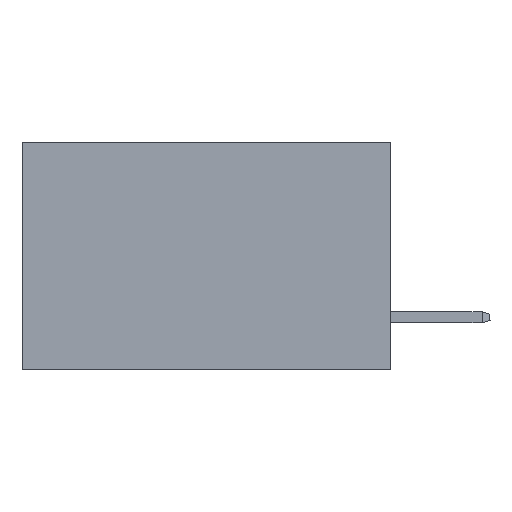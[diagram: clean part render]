
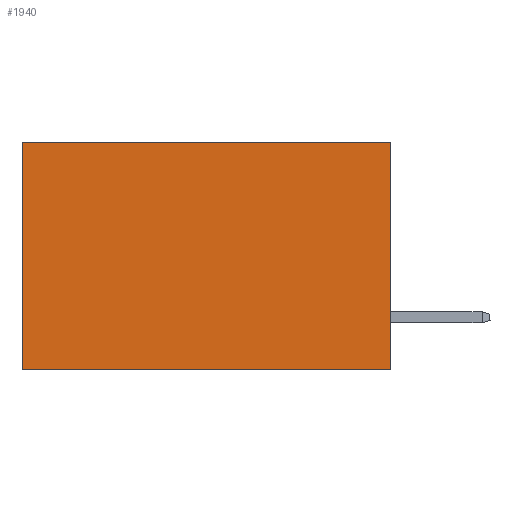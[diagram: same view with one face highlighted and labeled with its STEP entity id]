
A CAD part, left-side view. The second image highlights one B-rep face of the part: STEP entity #1940.
In plain terms, the highlighted planar face has unit normal (-1, 0, 0).
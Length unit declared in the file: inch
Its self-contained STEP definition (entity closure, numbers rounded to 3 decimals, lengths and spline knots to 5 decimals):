
#7 = ORIENTED_EDGE ( 'NONE', *, *, #12473, .F. ) ;
#262 = CARTESIAN_POINT ( 'NONE',  ( 0.2875, 0., 0. ) ) ;
#1106 = VECTOR ( 'NONE', #11836, 39.37008 ) ;
#1238 = EDGE_CURVE ( 'NONE', #10058, #6700, #11012, .T. ) ;
#1735 = DIRECTION ( 'NONE',  ( 1., 0., 0. ) ) ;
#1940 = ADVANCED_FACE ( 'NONE', ( #2846 ), #2710, .F. ) ;
#2560 = CARTESIAN_POINT ( 'NONE',  ( 0.2875, 0., 0. ) ) ;
#2605 = LINE ( 'NONE', #13446, #6161 ) ;
#2610 = VECTOR ( 'NONE', #3682, 39.37008 ) ;
#2710 = PLANE ( 'NONE',  #10814 ) ;
#2841 = DIRECTION ( 'NONE',  ( 0., 0., -1. ) ) ;
#2846 = FACE_OUTER_BOUND ( 'NONE', #6845, .T. ) ;
#3682 = DIRECTION ( 'NONE',  ( 0., 1., 0. ) ) ;
#4040 = DIRECTION ( 'NONE',  ( 0., 1., 0. ) ) ;
#4330 = EDGE_CURVE ( 'NONE', #6940, #10058, #6658, .T. ) ;
#5016 = CARTESIAN_POINT ( 'NONE',  ( 0.2875, 0., 0. ) ) ;
#5545 = VERTEX_POINT ( 'NONE', #7377 ) ;
#5915 = ORIENTED_EDGE ( 'NONE', *, *, #10259, .F. ) ;
#6161 = VECTOR ( 'NONE', #4040, 39.37008 ) ;
#6216 = VECTOR ( 'NONE', #7903, 39.37008 ) ;
#6622 = CARTESIAN_POINT ( 'NONE',  ( 0.2875, 0.6, -0.37 ) ) ;
#6658 = LINE ( 'NONE', #262, #2610 ) ;
#6700 = VERTEX_POINT ( 'NONE', #6622 ) ;
#6845 = EDGE_LOOP ( 'NONE', ( #11315, #5915, #7, #11929 ) ) ;
#6940 = VERTEX_POINT ( 'NONE', #2560 ) ;
#7377 = CARTESIAN_POINT ( 'NONE',  ( 0.2875, 0., -0.37 ) ) ;
#7753 = CARTESIAN_POINT ( 'NONE',  ( 0.2875, 0.6, 0. ) ) ;
#7903 = DIRECTION ( 'NONE',  ( 0., 0., -1. ) ) ;
#9766 = LINE ( 'NONE', #5016, #6216 ) ;
#9906 = CARTESIAN_POINT ( 'NONE',  ( 0.2875, 0., 0. ) ) ;
#10058 = VERTEX_POINT ( 'NONE', #10560 ) ;
#10259 = EDGE_CURVE ( 'NONE', #5545, #6700, #2605, .T. ) ;
#10560 = CARTESIAN_POINT ( 'NONE',  ( 0.2875, 0.6, 0. ) ) ;
#10814 = AXIS2_PLACEMENT_3D ( 'NONE', #9906, #1735, #2841 ) ;
#11012 = LINE ( 'NONE', #7753, #1106 ) ;
#11315 = ORIENTED_EDGE ( 'NONE', *, *, #1238, .T. ) ;
#11836 = DIRECTION ( 'NONE',  ( 0., 0., -1. ) ) ;
#11929 = ORIENTED_EDGE ( 'NONE', *, *, #4330, .T. ) ;
#12473 = EDGE_CURVE ( 'NONE', #6940, #5545, #9766, .T. ) ;
#13446 = CARTESIAN_POINT ( 'NONE',  ( 0.2875, 0., -0.37 ) ) ;
